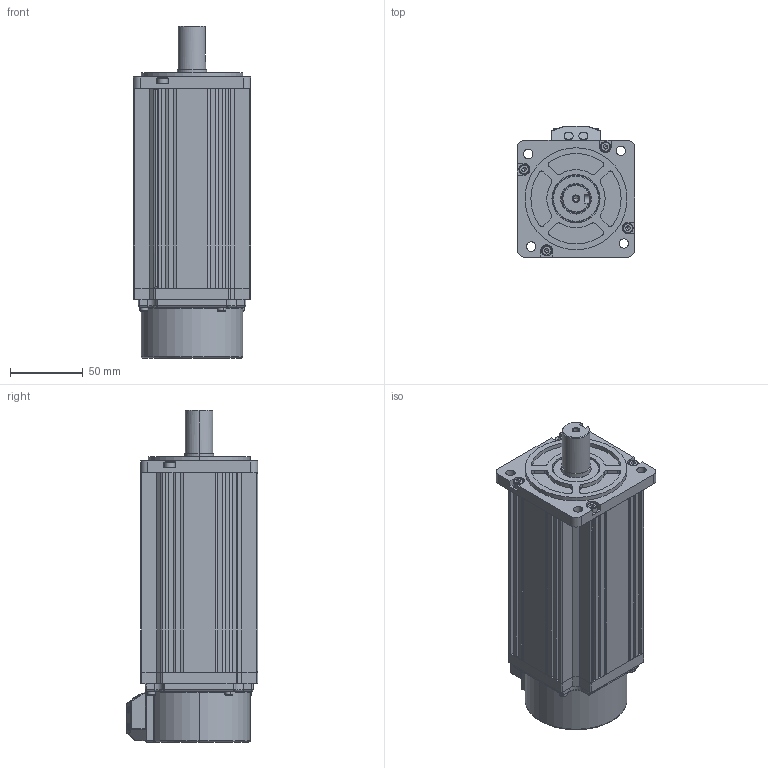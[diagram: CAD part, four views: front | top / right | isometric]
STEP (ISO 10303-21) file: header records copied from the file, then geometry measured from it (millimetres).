
FILE_DESCRIPTION (( 'STEP AP203' ), '1' );
FILE_NAME ('80SFM-E02430-2B6-Z.STEP', '2025-05-06T05:39:40', ( '¼¼Êõ03' ), ( 'HP Inc.' ), 'SwSTEP 2.0', 'SolidWorks 2020', '' );
FILE_SCHEMA (( 'CONFIG_CONTROL_DESIGN' ));
Length unit declared in the file: millimetre
Products named in the file (1): 80SFM-E02430-2B6-Z
Bounding box: 80.4 x 90.2 x 228 mm (x, y, z)
Volume: 492313.9 mm3; surface area: 156786.8 mm2
Topology: 20 solids, 20 shells, 757 faces, 1851 edges, 1136 vertices
Faces by surface type: plane 366, cylinder 267, cone 54, torus 48, sphere 22
Entity records: 22078 total; most frequent: DIRECTION 4036, CARTESIAN_POINT 3794, ORIENTED_EDGE 3622, EDGE_CURVE 1811, AXIS2_PLACEMENT_3D 1485, VERTEX_POINT 1136, LINE 1066, VECTOR 1066
